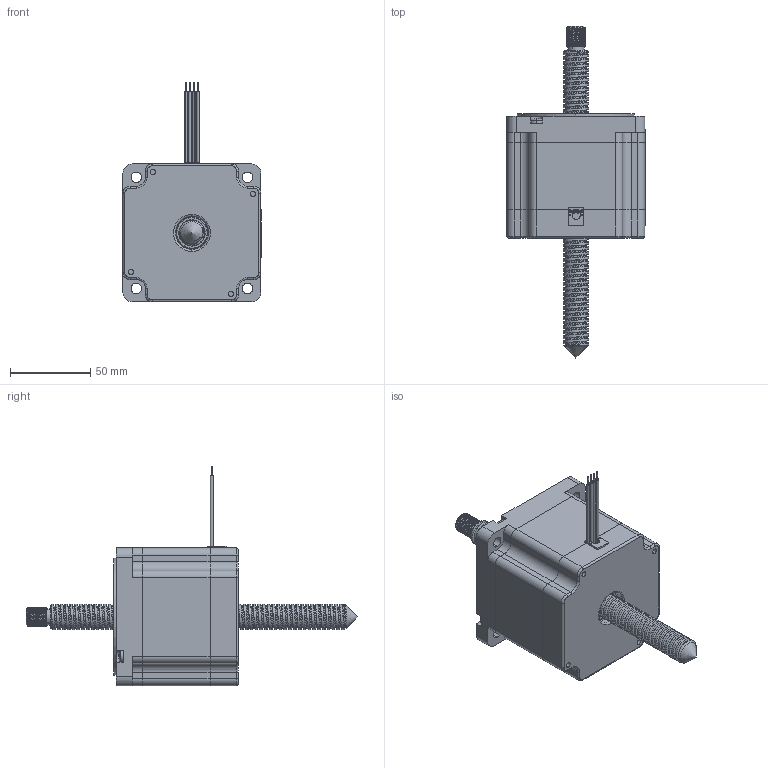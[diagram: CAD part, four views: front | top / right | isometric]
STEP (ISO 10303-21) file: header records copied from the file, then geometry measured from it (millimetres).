
FILE_DESCRIPTION (( 'STEP AP214' ), '1' );
FILE_NAME ('34N21-200.STEP', '2023-03-08T09:10:38', ( '' ), ( '' ), 'SwSTEP 2.0', 'SolidWorks 2022', '' );
FILE_SCHEMA (( 'AUTOMOTIVE_DESIGN' ));
Length unit declared in the file: millimetre
Products named in the file (25): 零件2.STP; 09-010-4（绿白）.STP; 02-030-3（5.5A）.STP; 01-013（前盖）.STP; 04-067（34N2080转子轴注塑）.STP; 12-021（骨架）.STP; 34N21-200; 09-010-2（红白）.STP; 04-020（34N2080铜轴）.STP; 10-005（调整垫片）.STP; 07-012（6004轴承）.STP; 02-029（定子磨削）.STP; 01-014（后盖）.STP; 12-010（护线套）.STP; 09-010-3（绿）.STP; 07-006（86磁钢）.STP; 04-067注塑体.STP; 06-010（预紧）.STP; 34N21-200.STP; 86铭牌.STP; 03-026(34H2080转子铁芯).STP; 11-011螺钉.STP; 15-001-056（34H2080).STP; 03-040-1（K）.STP; 09-010-1（红）.STP
Assembly tree (30 placements, depth 5):
  34N21-200
    34N21-200.STP
      02-030-3（5.5A）.STP
        02-029（定子磨削）.STP
        15-001-056（34H2080).STP
        12-021（骨架）.STP  x2
        09-010-1（红）.STP
        09-010-2（红白）.STP
        09-010-3（绿）.STP
        09-010-4（绿白）.STP
      03-040-1（K）.STP
        04-067（34N2080转子轴注塑）.STP
          04-020（34N2080铜轴）.STP
          04-067注塑体.STP
        03-026(34H2080转子铁芯).STP  x2
        07-006（86磁钢）.STP
      01-013（前盖）.STP
      01-014（后盖）.STP
      06-010（预紧）.STP
      10-005（调整垫片）.STP
      07-012（6004轴承）.STP  x2
      12-010（护线套）.STP
      11-011螺钉.STP  x4
      零件2.STP
      86铭牌.STP
Bounding box: 86.1 x 206.94 x 137 mm (x, y, z)
Volume: 367638.2 mm3; surface area: 231926.9 mm2
Topology: 37 solids, 38 shells, 2604 faces, 7459 edges, 4916 vertices
Faces by surface type: cylinder 1629, plane 874, torus 54, cone 35, sphere 8, bspline 4
Full cylindrical faces by diameter (mm): 15.88 x60
Entity records: 91643 total; most frequent: CARTESIAN_POINT 43717, DIRECTION 10436, ORIENTED_EDGE 9830, EDGE_CURVE 4915, AXIS2_PLACEMENT_3D 3983, VERTEX_POINT 3226, VECTOR 2470, LINE 2470
